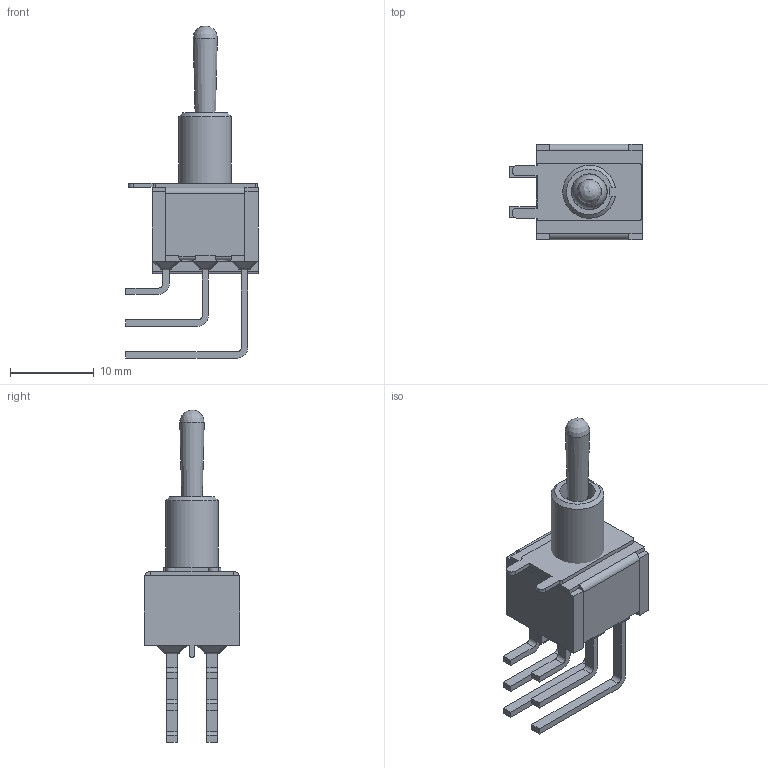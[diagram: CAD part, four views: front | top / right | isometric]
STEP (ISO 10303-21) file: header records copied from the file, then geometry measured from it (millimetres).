
FILE_DESCRIPTION(/* description */ (''),/* implementation_level */ '2;1');
FILE_NAME(/* name */ '100DPxT1B1M7xE.stp',/* time_stamp */ '2020-11-05T18:38:37-06:00',/* author */ ('mwilliams'),/* organization */ (''),/* preprocessor_version */ 'ST-DEVELOPER v18',/* originating_system */ 'Autodesk Inventor 2020',/* authorisation */ '');
FILE_SCHEMA (('AUTOMOTIVE_DESIGN { 1 0 10303 214 3 1 1 }'));
Length unit declared in the file: inch
Products named in the file (1): T121116_Shrinkwrap_1
Bounding box: 15.88 x 11.43 x 39.76 mm (x, y, z)
Volume: 1073.4 mm3; surface area: 3101.3 mm2
Topology: 11 solids, 11 shells, 382 faces, 970 edges, 602 vertices
Faces by surface type: plane 266, cylinder 87, sphere 25, cone 3, bspline 1
Full cylindrical faces by diameter (mm): 1.65 x1, 4.3 x1
Entity records: 11224 total; most frequent: CARTESIAN_POINT 1979, DIRECTION 1895, ORIENTED_EDGE 1892, EDGE_CURVE 946, LINE 757, VECTOR 757, VERTEX_POINT 602, AXIS2_PLACEMENT_3D 569
